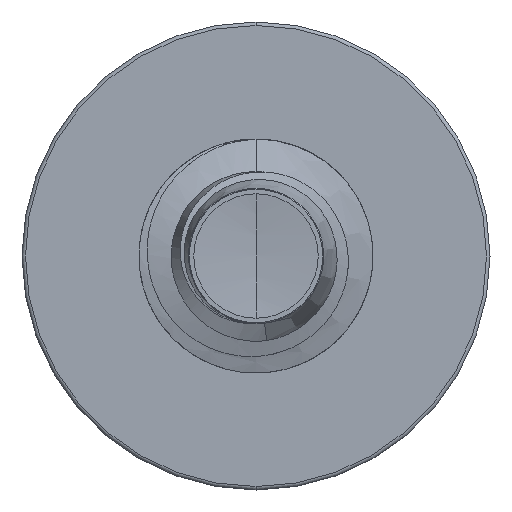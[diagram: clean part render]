
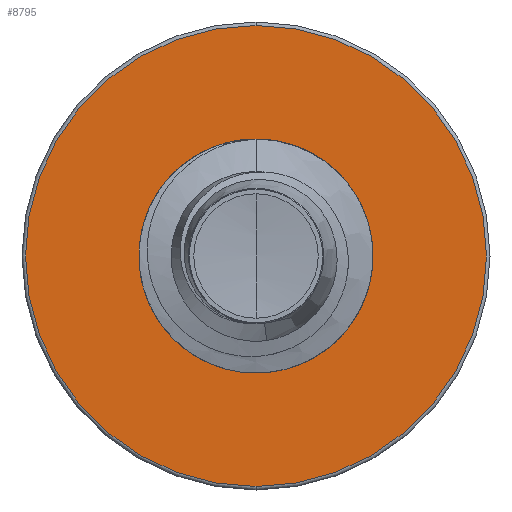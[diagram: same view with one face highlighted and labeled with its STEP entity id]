
A CAD part, front view. The second image highlights one B-rep face of the part: STEP entity #8795.
In plain terms, the highlighted planar face has unit normal (0, -1, 0).
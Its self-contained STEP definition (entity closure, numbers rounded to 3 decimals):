
#174 = EDGE_CURVE ( 'NONE', #6579, #9698, #1484, .T. ) ;
#271 = CARTESIAN_POINT ( 'NONE',  ( 0., 4., -1.576 ) ) ;
#667 = ORIENTED_EDGE ( 'NONE', *, *, #174, .F. ) ;
#883 = EDGE_CURVE ( 'NONE', #10402, #7673, #9264, .T. ) ;
#1034 = EDGE_CURVE ( 'NONE', #9698, #6579, #1941, .T. ) ;
#1056 = FACE_BOUND ( 'NONE', #10411, .T. ) ;
#1106 = DIRECTION ( 'NONE',  ( 0., 0., 1. ) ) ;
#1112 = ORIENTED_EDGE ( 'NONE', *, *, #4460, .T. ) ;
#1120 = DIRECTION ( 'NONE',  ( 0., 1., 0. ) ) ;
#1135 = PLANE ( 'NONE',  #4795 ) ;
#1484 = CIRCLE ( 'NONE', #10073, 1.576 ) ;
#1795 = DIRECTION ( 'NONE',  ( 0., 1., 0. ) ) ;
#1813 = DIRECTION ( 'NONE',  ( 0., 0., 1. ) ) ;
#1817 = EDGE_LOOP ( 'NONE', ( #667, #3120 ) ) ;
#1941 = CIRCLE ( 'NONE', #8243, 1.576 ) ;
#3120 = ORIENTED_EDGE ( 'NONE', *, *, #1034, .F. ) ;
#3156 = CARTESIAN_POINT ( 'NONE',  ( 0., 4., 0.789 ) ) ;
#3961 = CARTESIAN_POINT ( 'NONE',  ( 0., 4., -0.789 ) ) ;
#4137 = CARTESIAN_POINT ( 'NONE',  ( 0., 4., 0. ) ) ;
#4355 = DIRECTION ( 'NONE',  ( 0., 1., 0. ) ) ;
#4370 = DIRECTION ( 'NONE',  ( 0., 0., 1. ) ) ;
#4460 = EDGE_CURVE ( 'NONE', #7673, #10402, #4752, .T. ) ;
#4752 = CIRCLE ( 'NONE', #7145, 0.789 ) ;
#4795 = AXIS2_PLACEMENT_3D ( 'NONE', #3961, #1120, #1106 ) ;
#4977 = CARTESIAN_POINT ( 'NONE',  ( 0., 4., 0. ) ) ;
#5123 = CARTESIAN_POINT ( 'NONE',  ( 0., 4., -0.789 ) ) ;
#5523 = DIRECTION ( 'NONE',  ( 0., 0., 1. ) ) ;
#5553 = DIRECTION ( 'NONE',  ( 0., 1., 0. ) ) ;
#5582 = DIRECTION ( 'NONE',  ( 0., 0., 1. ) ) ;
#5596 = FACE_OUTER_BOUND ( 'NONE', #1817, .T. ) ;
#5632 = CARTESIAN_POINT ( 'NONE',  ( 0., 4., 0. ) ) ;
#5637 = DIRECTION ( 'NONE',  ( 0., 1., 0. ) ) ;
#6275 = CARTESIAN_POINT ( 'NONE',  ( 0., 4., 1.576 ) ) ;
#6375 = ORIENTED_EDGE ( 'NONE', *, *, #883, .T. ) ;
#6579 = VERTEX_POINT ( 'NONE', #6275 ) ;
#7145 = AXIS2_PLACEMENT_3D ( 'NONE', #5632, #5553, #5523 ) ;
#7673 = VERTEX_POINT ( 'NONE', #5123 ) ;
#8243 = AXIS2_PLACEMENT_3D ( 'NONE', #4977, #1795, #1813 ) ;
#8574 = CARTESIAN_POINT ( 'NONE',  ( 0., 4., 0. ) ) ;
#8795 = ADVANCED_FACE ( 'NONE', ( #5596, #1056 ), #1135, .F. ) ;
#9264 = CIRCLE ( 'NONE', #9897, 0.789 ) ;
#9698 = VERTEX_POINT ( 'NONE', #271 ) ;
#9897 = AXIS2_PLACEMENT_3D ( 'NONE', #8574, #5637, #5582 ) ;
#10073 = AXIS2_PLACEMENT_3D ( 'NONE', #4137, #4355, #4370 ) ;
#10402 = VERTEX_POINT ( 'NONE', #3156 ) ;
#10411 = EDGE_LOOP ( 'NONE', ( #6375, #1112 ) ) ;
